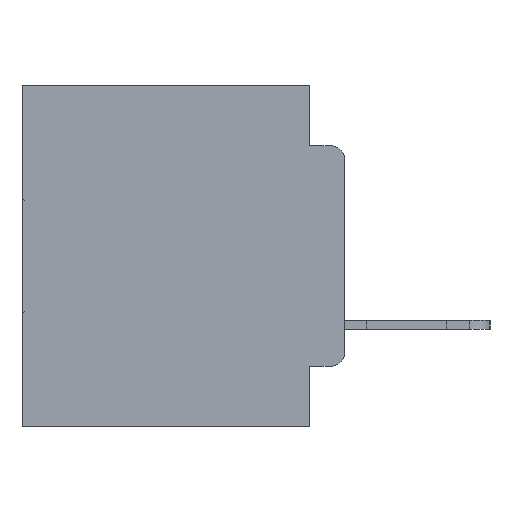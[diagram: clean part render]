
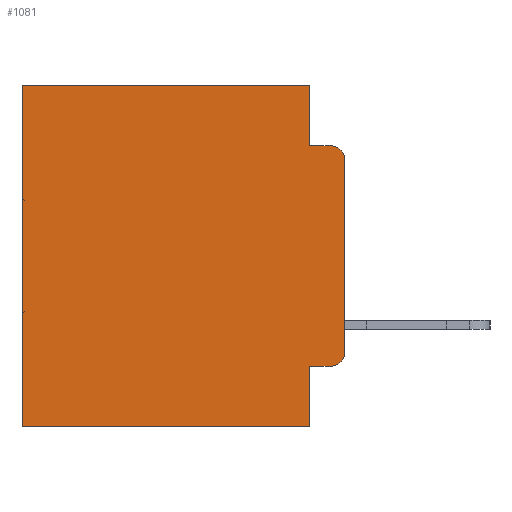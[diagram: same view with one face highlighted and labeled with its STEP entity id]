
A CAD part, left-side view. The second image highlights one B-rep face of the part: STEP entity #1081.
In plain terms, the highlighted planar face has unit normal (-1, 0, 0).
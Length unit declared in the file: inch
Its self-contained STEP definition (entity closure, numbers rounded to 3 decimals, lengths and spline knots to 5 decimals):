
#1081 = ADVANCED_FACE ( 'NONE', ( #22613 ), #12497, .F. ) ;
#1686 = CARTESIAN_POINT ( 'NONE',  ( 0.298, 0.473, 0. ) ) ;
#1796 = EDGE_CURVE ( 'NONE', #2022, #20018, #17449, .T. ) ;
#1816 = EDGE_CURVE ( 'NONE', #2022, #4510, #2955, .T. ) ;
#1859 = EDGE_CURVE ( 'NONE', #26916, #4510, #8311, .T. ) ;
#1871 = EDGE_CURVE ( 'NONE', #30072, #26916, #7489, .T. ) ;
#1966 = EDGE_CURVE ( 'NONE', #6678, #19405, #29428, .T. ) ;
#2022 = VERTEX_POINT ( 'NONE', #11715 ) ;
#2171 = AXIS2_PLACEMENT_3D ( 'NONE', #22559, #20864, #5575 ) ;
#2478 = CARTESIAN_POINT ( 'NONE',  ( 0.298, 0.051, -0.0885 ) ) ;
#2955 = CIRCLE ( 'NONE', #28875, 0.02 ) ;
#3391 = VECTOR ( 'NONE', #14014, 39.37008 ) ;
#3565 = LINE ( 'NONE', #13612, #29608 ) ;
#3839 = VERTEX_POINT ( 'NONE', #15705 ) ;
#4300 = VERTEX_POINT ( 'NONE', #20209 ) ;
#4510 = VERTEX_POINT ( 'NONE', #27148 ) ;
#4576 = DIRECTION ( 'NONE',  ( 0., 0., -1. ) ) ;
#4990 = VECTOR ( 'NONE', #4576, 39.37008 ) ;
#5575 = DIRECTION ( 'NONE',  ( 0., 0., -1. ) ) ;
#6239 = EDGE_LOOP ( 'NONE', ( #13885, #27337, #12344, #32637, #22199, #20269, #14684, #21401, #6266, #26536 ) ) ;
#6266 = ORIENTED_EDGE ( 'NONE', *, *, #22435, .T. ) ;
#6629 = VECTOR ( 'NONE', #6870, 39.37008 ) ;
#6678 = VERTEX_POINT ( 'NONE', #19003 ) ;
#6743 = CARTESIAN_POINT ( 'NONE',  ( 0.298, 0.051, -0.0885 ) ) ;
#6870 = DIRECTION ( 'NONE',  ( 0., 0., -1. ) ) ;
#7173 = CARTESIAN_POINT ( 'NONE',  ( 0.298, 0.051, 0. ) ) ;
#7209 = DIRECTION ( 'NONE',  ( 0., -1., 0. ) ) ;
#7489 = LINE ( 'NONE', #7173, #6629 ) ;
#8311 = LINE ( 'NONE', #6743, #20966 ) ;
#8534 = CARTESIAN_POINT ( 'NONE',  ( 0.298, 0., -0.5 ) ) ;
#9355 = DIRECTION ( 'NONE',  ( 0., 1., 0. ) ) ;
#10679 = VERTEX_POINT ( 'NONE', #32136 ) ;
#11323 = CARTESIAN_POINT ( 'NONE',  ( 0.298, 0.051, 0. ) ) ;
#11715 = CARTESIAN_POINT ( 'NONE',  ( 0.298, 0., -0.1085 ) ) ;
#12344 = ORIENTED_EDGE ( 'NONE', *, *, #1859, .F. ) ;
#12497 = PLANE ( 'NONE',  #27641 ) ;
#12536 = DIRECTION ( 'NONE',  ( 1., 0., 0. ) ) ;
#12542 = DIRECTION ( 'NONE',  ( 0., 0., -1. ) ) ;
#13098 = DIRECTION ( 'NONE',  ( -1., 0., 0. ) ) ;
#13141 = DIRECTION ( 'NONE',  ( 0., -1., 0. ) ) ;
#13176 = DIRECTION ( 'NONE',  ( 0., 0., -1. ) ) ;
#13612 = CARTESIAN_POINT ( 'NONE',  ( 0.298, 0.051, -0.4115 ) ) ;
#13885 = ORIENTED_EDGE ( 'NONE', *, *, #1796, .F. ) ;
#14014 = DIRECTION ( 'NONE',  ( 0., 1., 0. ) ) ;
#14059 = DIRECTION ( 'NONE',  ( 0., 0., -1. ) ) ;
#14684 = ORIENTED_EDGE ( 'NONE', *, *, #20851, .F. ) ;
#15421 = CARTESIAN_POINT ( 'NONE',  ( 0.298, 0.473, -0.5 ) ) ;
#15705 = CARTESIAN_POINT ( 'NONE',  ( 0.298, 0.02, -0.4115 ) ) ;
#16933 = VECTOR ( 'NONE', #9355, 39.37008 ) ;
#17449 = LINE ( 'NONE', #17817, #23346 ) ;
#17664 = CARTESIAN_POINT ( 'NONE',  ( 0.298, 0., 0. ) ) ;
#17817 = CARTESIAN_POINT ( 'NONE',  ( 0.298, 0., 0. ) ) ;
#18329 = EDGE_CURVE ( 'NONE', #30072, #6678, #30199, .T. ) ;
#19003 = CARTESIAN_POINT ( 'NONE',  ( 0.298, 0.473, 0. ) ) ;
#19405 = VERTEX_POINT ( 'NONE', #15421 ) ;
#19573 = DIRECTION ( 'NONE',  ( 0., 0., -1. ) ) ;
#20018 = VERTEX_POINT ( 'NONE', #26748 ) ;
#20027 = CIRCLE ( 'NONE', #2171, 0.02 ) ;
#20209 = CARTESIAN_POINT ( 'NONE',  ( 0.298, 0.051, -0.4115 ) ) ;
#20269 = ORIENTED_EDGE ( 'NONE', *, *, #1966, .T. ) ;
#20851 = EDGE_CURVE ( 'NONE', #10679, #19405, #22845, .T. ) ;
#20864 = DIRECTION ( 'NONE',  ( -1., 0., 0. ) ) ;
#20966 = VECTOR ( 'NONE', #7209, 39.37008 ) ;
#21120 = LINE ( 'NONE', #11323, #27781 ) ;
#21401 = ORIENTED_EDGE ( 'NONE', *, *, #22715, .F. ) ;
#22034 = EDGE_CURVE ( 'NONE', #3839, #20018, #20027, .T. ) ;
#22199 = ORIENTED_EDGE ( 'NONE', *, *, #18329, .T. ) ;
#22435 = EDGE_CURVE ( 'NONE', #4300, #3839, #3565, .T. ) ;
#22559 = CARTESIAN_POINT ( 'NONE',  ( 0.298, 0.02, -0.3915 ) ) ;
#22613 = FACE_OUTER_BOUND ( 'NONE', #6239, .T. ) ;
#22715 = EDGE_CURVE ( 'NONE', #4300, #10679, #21120, .T. ) ;
#22845 = LINE ( 'NONE', #8534, #16933 ) ;
#23242 = CARTESIAN_POINT ( 'NONE',  ( 0.298, 0.051, 0. ) ) ;
#23346 = VECTOR ( 'NONE', #14059, 39.37008 ) ;
#24946 = CARTESIAN_POINT ( 'NONE',  ( 0.298, 0.02, -0.1085 ) ) ;
#25353 = CARTESIAN_POINT ( 'NONE',  ( 0.298, 0., 0. ) ) ;
#26536 = ORIENTED_EDGE ( 'NONE', *, *, #22034, .T. ) ;
#26748 = CARTESIAN_POINT ( 'NONE',  ( 0.298, 0., -0.3915 ) ) ;
#26916 = VERTEX_POINT ( 'NONE', #2478 ) ;
#27148 = CARTESIAN_POINT ( 'NONE',  ( 0.298, 0.02, -0.0885 ) ) ;
#27337 = ORIENTED_EDGE ( 'NONE', *, *, #1816, .T. ) ;
#27641 = AXIS2_PLACEMENT_3D ( 'NONE', #17664, #12536, #12542 ) ;
#27781 = VECTOR ( 'NONE', #19573, 39.37008 ) ;
#28875 = AXIS2_PLACEMENT_3D ( 'NONE', #24946, #13098, #13176 ) ;
#29428 = LINE ( 'NONE', #1686, #4990 ) ;
#29608 = VECTOR ( 'NONE', #13141, 39.37008 ) ;
#30072 = VERTEX_POINT ( 'NONE', #23242 ) ;
#30199 = LINE ( 'NONE', #25353, #3391 ) ;
#32136 = CARTESIAN_POINT ( 'NONE',  ( 0.298, 0.051, -0.5 ) ) ;
#32637 = ORIENTED_EDGE ( 'NONE', *, *, #1871, .F. ) ;
